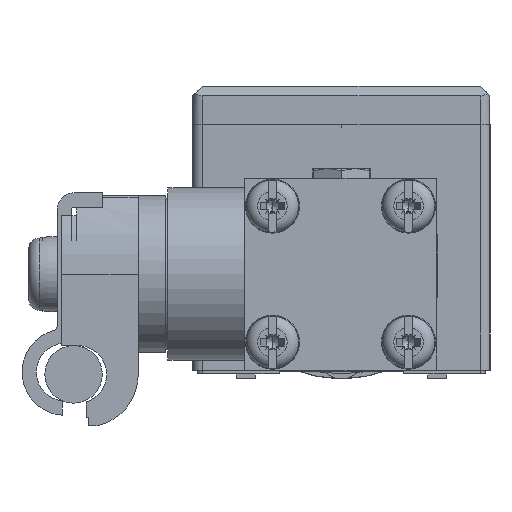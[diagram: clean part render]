
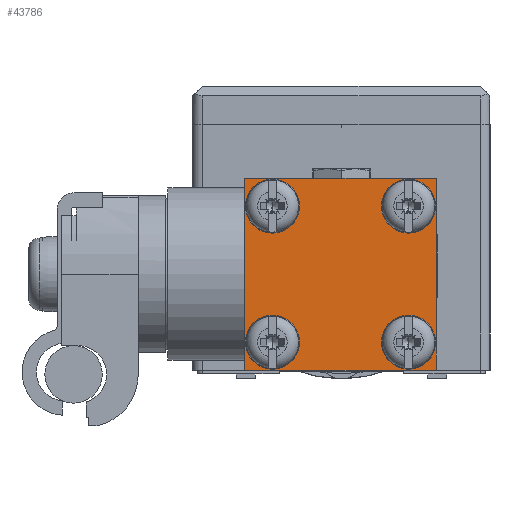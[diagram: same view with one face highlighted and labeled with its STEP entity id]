
A CAD part, left-side view. The second image highlights one B-rep face of the part: STEP entity #43786.
In plain terms, the highlighted face is planar.
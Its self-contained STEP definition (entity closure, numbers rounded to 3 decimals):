
#615 = VERTEX_POINT ( 'NONE', #59412 ) ;
#2451 = DIRECTION ( 'NONE',  ( 0., -1., 0. ) ) ;
#3095 = EDGE_CURVE ( 'NONE', #25913, #12399, #21774, .T. ) ;
#4507 = AXIS2_PLACEMENT_3D ( 'NONE', #62907, #33818, #4691 ) ;
#4691 = DIRECTION ( 'NONE',  ( 0., 0., 1. ) ) ;
#5523 = CARTESIAN_POINT ( 'NONE',  ( -10., 22.5, 10. ) ) ;
#6398 = CARTESIAN_POINT ( 'NONE',  ( 7.1, 22.5, 7.1 ) ) ;
#8349 = FACE_BOUND ( 'NONE', #24748, .T. ) ;
#9158 = DIRECTION ( 'NONE',  ( 0., 1., 0. ) ) ;
#9382 = CIRCLE ( 'NONE', #45799, 1.55 ) ;
#9451 = VECTOR ( 'NONE', #39386, 1000. ) ;
#10058 = AXIS2_PLACEMENT_3D ( 'NONE', #24055, #58014, #28916 ) ;
#10184 = EDGE_CURVE ( 'NONE', #17688, #24646, #63072, .T. ) ;
#10284 = CARTESIAN_POINT ( 'NONE',  ( -10., 22.5, -10. ) ) ;
#11287 = CARTESIAN_POINT ( 'NONE',  ( 7.1, 22.5, 8.65 ) ) ;
#11297 = DIRECTION ( 'NONE',  ( 0., 0., 1. ) ) ;
#12399 = VERTEX_POINT ( 'NONE', #41173 ) ;
#12517 = LINE ( 'NONE', #10284, #9451 ) ;
#12626 = LINE ( 'NONE', #17465, #62772 ) ;
#15187 = CIRCLE ( 'NONE', #30764, 1.55 ) ;
#15918 = ORIENTED_EDGE ( 'NONE', *, *, #47743, .T. ) ;
#16511 = CARTESIAN_POINT ( 'NONE',  ( -7.1, 22.5, 8.65 ) ) ;
#16562 = LINE ( 'NONE', #41218, #42397 ) ;
#17031 = CIRCLE ( 'NONE', #10058, 1.55 ) ;
#17039 = DIRECTION ( 'NONE',  ( -1., 0., 0. ) ) ;
#17465 = CARTESIAN_POINT ( 'NONE',  ( 10., 22.5, -10. ) ) ;
#17688 = VERTEX_POINT ( 'NONE', #16511 ) ;
#17914 = DIRECTION ( 'NONE',  ( 0., -1., 0. ) ) ;
#18160 = VERTEX_POINT ( 'NONE', #22602 ) ;
#20439 = EDGE_CURVE ( 'NONE', #12399, #25913, #17031, .T. ) ;
#21327 = LINE ( 'NONE', #53438, #45611 ) ;
#21774 = CIRCLE ( 'NONE', #4507, 1.55 ) ;
#22222 = DIRECTION ( 'NONE',  ( 0., -1., 0. ) ) ;
#22602 = CARTESIAN_POINT ( 'NONE',  ( 10., 22.5, -10. ) ) ;
#22605 = ORIENTED_EDGE ( 'NONE', *, *, #20439, .T. ) ;
#23219 = VERTEX_POINT ( 'NONE', #11287 ) ;
#23428 = ORIENTED_EDGE ( 'NONE', *, *, #10184, .T. ) ;
#23886 = DIRECTION ( 'NONE',  ( 0., -1., 0. ) ) ;
#24055 = CARTESIAN_POINT ( 'NONE',  ( -7.1, 22.5, -7.1 ) ) ;
#24402 = CARTESIAN_POINT ( 'NONE',  ( 7.1, 22.5, 7.1 ) ) ;
#24403 = DIRECTION ( 'NONE',  ( -1., 0., 0. ) ) ;
#24646 = VERTEX_POINT ( 'NONE', #41970 ) ;
#24748 = EDGE_LOOP ( 'NONE', ( #59540, #23428 ) ) ;
#25471 = CIRCLE ( 'NONE', #46075, 1.55 ) ;
#25913 = VERTEX_POINT ( 'NONE', #44117 ) ;
#26297 = EDGE_CURVE ( 'NONE', #42023, #18160, #12626, .T. ) ;
#26319 = CARTESIAN_POINT ( 'NONE',  ( 7.1, 22.5, -8.65 ) ) ;
#27578 = LINE ( 'NONE', #5523, #51871 ) ;
#28050 = AXIS2_PLACEMENT_3D ( 'NONE', #33405, #9158, #43181 ) ;
#28909 = EDGE_CURVE ( 'NONE', #60722, #23219, #9382, .T. ) ;
#28916 = DIRECTION ( 'NONE',  ( 0., 0., 1. ) ) ;
#29080 = VERTEX_POINT ( 'NONE', #31663 ) ;
#29253 = DIRECTION ( 'NONE',  ( 0., 0., 1. ) ) ;
#29715 = EDGE_CURVE ( 'NONE', #29080, #42023, #27578, .T. ) ;
#30764 = AXIS2_PLACEMENT_3D ( 'NONE', #46954, #17914, #51828 ) ;
#31592 = CARTESIAN_POINT ( 'NONE',  ( -7.1, 22.5, 7.1 ) ) ;
#31616 = ORIENTED_EDGE ( 'NONE', *, *, #47426, .T. ) ;
#31663 = CARTESIAN_POINT ( 'NONE',  ( -10., 22.5, 10. ) ) ;
#31755 = EDGE_CURVE ( 'NONE', #18160, #615, #21327, .T. ) ;
#33193 = PLANE ( 'NONE',  #28050 ) ;
#33347 = CARTESIAN_POINT ( 'NONE',  ( 7.1, 22.5, 5.55 ) ) ;
#33405 = CARTESIAN_POINT ( 'NONE',  ( -10., 22.5, 10. ) ) ;
#33818 = DIRECTION ( 'NONE',  ( 0., -1., 0. ) ) ;
#34171 = ORIENTED_EDGE ( 'NONE', *, *, #62157, .T. ) ;
#34198 = FACE_BOUND ( 'NONE', #52008, .T. ) ;
#35464 = EDGE_LOOP ( 'NONE', ( #46213, #57954, #52269, #37758, #46267 ) ) ;
#36470 = DIRECTION ( 'NONE',  ( 0., 0., -1. ) ) ;
#36780 = CARTESIAN_POINT ( 'NONE',  ( 10., 22.5, 10. ) ) ;
#37758 = ORIENTED_EDGE ( 'NONE', *, *, #31755, .T. ) ;
#39386 = DIRECTION ( 'NONE',  ( 0., 0., 1. ) ) ;
#40402 = DIRECTION ( 'NONE',  ( 0., -1., 0. ) ) ;
#41173 = CARTESIAN_POINT ( 'NONE',  ( -7.1, 22.5, -5.55 ) ) ;
#41218 = CARTESIAN_POINT ( 'NONE',  ( -10., 22.5, -10. ) ) ;
#41970 = CARTESIAN_POINT ( 'NONE',  ( -7.1, 22.5, 5.55 ) ) ;
#42023 = VERTEX_POINT ( 'NONE', #36780 ) ;
#42397 = VECTOR ( 'NONE', #17039, 1000. ) ;
#43181 = DIRECTION ( 'NONE',  ( 0., 0., 1. ) ) ;
#43786 = ADVANCED_FACE ( 'NONE', ( #58539, #60028, #34198, #8349, #45598 ), #33193, .T. ) ;
#43840 = VERTEX_POINT ( 'NONE', #52907 ) ;
#44055 = AXIS2_PLACEMENT_3D ( 'NONE', #24402, #58356, #29253 ) ;
#44117 = CARTESIAN_POINT ( 'NONE',  ( -7.1, 22.5, -8.65 ) ) ;
#45598 = FACE_OUTER_BOUND ( 'NONE', #35464, .T. ) ;
#45611 = VECTOR ( 'NONE', #24403, 1000. ) ;
#45689 = EDGE_CURVE ( 'NONE', #615, #53942, #16562, .T. ) ;
#45799 = AXIS2_PLACEMENT_3D ( 'NONE', #6398, #40402, #11297 ) ;
#46075 = AXIS2_PLACEMENT_3D ( 'NONE', #51261, #22222, #56139 ) ;
#46213 = ORIENTED_EDGE ( 'NONE', *, *, #50146, .T. ) ;
#46267 = ORIENTED_EDGE ( 'NONE', *, *, #45689, .T. ) ;
#46519 = DIRECTION ( 'NONE',  ( 0., 0., -1. ) ) ;
#46954 = CARTESIAN_POINT ( 'NONE',  ( 7.1, 22.5, -7.1 ) ) ;
#47426 = EDGE_CURVE ( 'NONE', #23219, #60722, #53578, .T. ) ;
#47701 = EDGE_LOOP ( 'NONE', ( #15918, #34171 ) ) ;
#47743 = EDGE_CURVE ( 'NONE', #62594, #43840, #25471, .T. ) ;
#49305 = DIRECTION ( 'NONE',  ( 1., 0., 0. ) ) ;
#50146 = EDGE_CURVE ( 'NONE', #53942, #29080, #12517, .T. ) ;
#50548 = EDGE_LOOP ( 'NONE', ( #51786, #22605 ) ) ;
#50751 = AXIS2_PLACEMENT_3D ( 'NONE', #52927, #23886, #57835 ) ;
#51261 = CARTESIAN_POINT ( 'NONE',  ( 7.1, 22.5, -7.1 ) ) ;
#51786 = ORIENTED_EDGE ( 'NONE', *, *, #3095, .T. ) ;
#51828 = DIRECTION ( 'NONE',  ( 0., 0., -1. ) ) ;
#51871 = VECTOR ( 'NONE', #49305, 1000. ) ;
#52008 = EDGE_LOOP ( 'NONE', ( #60164, #31616 ) ) ;
#52252 = EDGE_CURVE ( 'NONE', #24646, #17688, #57120, .T. ) ;
#52269 = ORIENTED_EDGE ( 'NONE', *, *, #26297, .T. ) ;
#52907 = CARTESIAN_POINT ( 'NONE',  ( 7.1, 22.5, -5.55 ) ) ;
#52927 = CARTESIAN_POINT ( 'NONE',  ( -7.1, 22.5, 7.1 ) ) ;
#53438 = CARTESIAN_POINT ( 'NONE',  ( -10., 22.5, -10. ) ) ;
#53578 = CIRCLE ( 'NONE', #44055, 1.55 ) ;
#53942 = VERTEX_POINT ( 'NONE', #59676 ) ;
#56139 = DIRECTION ( 'NONE',  ( 0., 0., -1. ) ) ;
#57120 = CIRCLE ( 'NONE', #58469, 1.55 ) ;
#57835 = DIRECTION ( 'NONE',  ( 0., 0., -1. ) ) ;
#57954 = ORIENTED_EDGE ( 'NONE', *, *, #29715, .T. ) ;
#58014 = DIRECTION ( 'NONE',  ( 0., -1., 0. ) ) ;
#58356 = DIRECTION ( 'NONE',  ( 0., -1., 0. ) ) ;
#58469 = AXIS2_PLACEMENT_3D ( 'NONE', #31592, #2451, #36470 ) ;
#58539 = FACE_BOUND ( 'NONE', #47701, .T. ) ;
#59412 = CARTESIAN_POINT ( 'NONE',  ( 0., 22.5, -10. ) ) ;
#59540 = ORIENTED_EDGE ( 'NONE', *, *, #52252, .T. ) ;
#59676 = CARTESIAN_POINT ( 'NONE',  ( -10., 22.5, -10. ) ) ;
#60028 = FACE_BOUND ( 'NONE', #50548, .T. ) ;
#60164 = ORIENTED_EDGE ( 'NONE', *, *, #28909, .T. ) ;
#60722 = VERTEX_POINT ( 'NONE', #33347 ) ;
#62157 = EDGE_CURVE ( 'NONE', #43840, #62594, #15187, .T. ) ;
#62594 = VERTEX_POINT ( 'NONE', #26319 ) ;
#62772 = VECTOR ( 'NONE', #46519, 1000. ) ;
#62907 = CARTESIAN_POINT ( 'NONE',  ( -7.1, 22.5, -7.1 ) ) ;
#63072 = CIRCLE ( 'NONE', #50751, 1.55 ) ;
